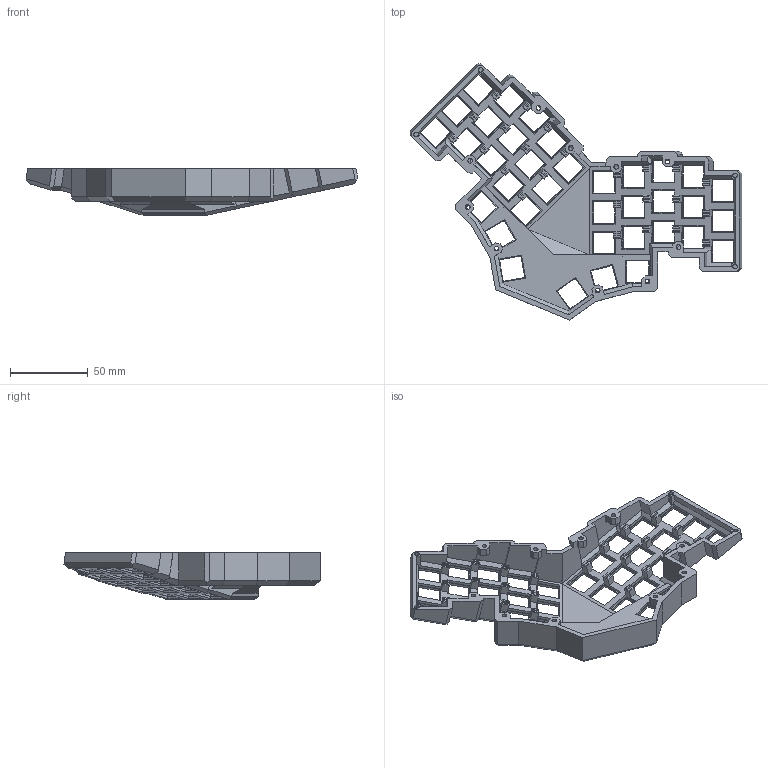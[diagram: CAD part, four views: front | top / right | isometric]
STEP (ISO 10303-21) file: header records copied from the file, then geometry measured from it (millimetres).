
FILE_DESCRIPTION(/* description */ (''),/* implementation_level */ '2;1');
FILE_NAME(/* name */ 'body.step',/* time_stamp */ '2025-04-16T07:05:22+02:00',/* author */ (''),/* organization */ (''),/* preprocessor_version */ 'ST-DEVELOPER v20.1',/* originating_system */ 'Autodesk Translation Framework v14.4.0.0',/* authorisation */ '');
FILE_SCHEMA (('AUTOMOTIVE_DESIGN { 1 0 10303 214 3 1 1 }'));
Length unit declared in the file: millimetre
Products named in the file (1): Hedgehawk
Bounding box: 212.87 x 164.35 x 30 mm (x, y, z)
Volume: 67018.3 mm3; surface area: 55181.3 mm2
Topology: 1 solids, 1 shells, 972 faces, 2674 edges, 1714 vertices
Faces by surface type: plane 944, cylinder 18, cone 10
Full cylindrical faces by diameter (mm): 3 x10
Entity records: 30254 total; most frequent: CARTESIAN_POINT 5412, ORIENTED_EDGE 5348, DIRECTION 4663, EDGE_CURVE 2674, LINE 2597, VECTOR 2597, VERTEX_POINT 1714, EDGE_LOOP 1079
